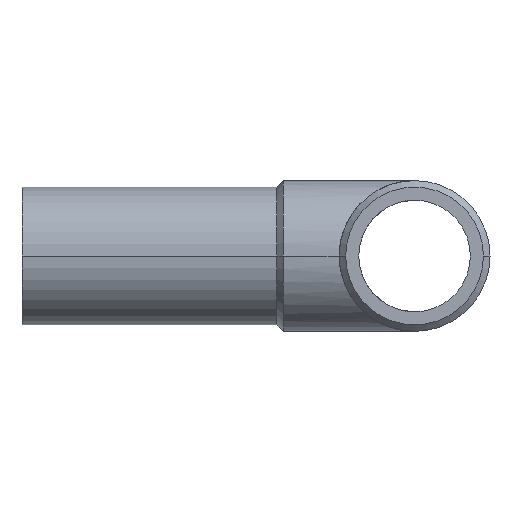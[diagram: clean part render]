
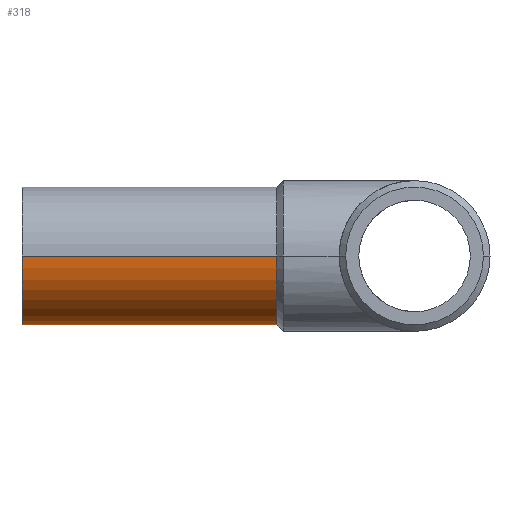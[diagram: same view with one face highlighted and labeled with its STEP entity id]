
A CAD part, left-side view. The second image highlights one B-rep face of the part: STEP entity #318.
In plain terms, the highlighted cylindrical face has radius 10 mm (diameter 20 mm), a partial arc.
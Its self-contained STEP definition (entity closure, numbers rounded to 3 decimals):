
#140 = VERTEX_POINT( '', #381 );
#158 = EDGE_CURVE( '', #244, #248, #401, .T. );
#170 = EDGE_CURVE( '', #316, #140, #414, .T. );
#204 = EDGE_CURVE( '', #316, #248, #452, .T. );
#244 = VERTEX_POINT( '', #498 );
#248 = VERTEX_POINT( '', #503 );
#310 = EDGE_CURVE( '', #140, #244, #573, .T. );
#316 = VERTEX_POINT( '', #579 );
#318 = ADVANCED_FACE( '', ( #581 ), #582, .T. );
#381 = CARTESIAN_POINT( '', ( -44.5, 57., 0. ) );
#401 = LINE( '', #666, #667 );
#414 = LINE( '', #684, #685 );
#452 = CIRCLE( '', #730, 10. );
#498 = CARTESIAN_POINT( '', ( -64.5, 57., 0. ) );
#503 = CARTESIAN_POINT( '', ( -64.5, 20., 0. ) );
#573 = CIRCLE( '', #894, 10. );
#579 = CARTESIAN_POINT( '', ( -44.5, 20., 0. ) );
#581 = FACE_OUTER_BOUND( '', #902, .T. );
#582 = CYLINDRICAL_SURFACE( '', #903, 10. );
#666 = CARTESIAN_POINT( '', ( -64.5, 38.5, 0. ) );
#667 = VECTOR( '', #993, 1. );
#684 = CARTESIAN_POINT( '', ( -44.5, 38.5, 0. ) );
#685 = VECTOR( '', #1012, 1. );
#730 = AXIS2_PLACEMENT_3D( '', #1061, #1062, #1063 );
#894 = AXIS2_PLACEMENT_3D( '', #1214, #1215, #1216 );
#902 = EDGE_LOOP( '', ( #1222, #1223, #1224, #1225 ) );
#903 = AXIS2_PLACEMENT_3D( '', #1226, #1227, #1228 );
#993 = DIRECTION( '', ( 0., -1., 0. ) );
#1012 = DIRECTION( '', ( 0., 1., 0. ) );
#1061 = CARTESIAN_POINT( '', ( -54.5, 20., 0. ) );
#1062 = DIRECTION( '', ( 0., 1., 0. ) );
#1063 = DIRECTION( '', ( 1., 0., 0. ) );
#1214 = CARTESIAN_POINT( '', ( -54.5, 57., 0. ) );
#1215 = DIRECTION( '', ( 0., 1., 0. ) );
#1216 = DIRECTION( '', ( 1., 0., 0. ) );
#1222 = ORIENTED_EDGE( '', *, *, #170, .F. );
#1223 = ORIENTED_EDGE( '', *, *, #204, .T. );
#1224 = ORIENTED_EDGE( '', *, *, #158, .F. );
#1225 = ORIENTED_EDGE( '', *, *, #310, .F. );
#1226 = CARTESIAN_POINT( '', ( -54.5, 38.5, 0. ) );
#1227 = DIRECTION( '', ( 0., -1., 0. ) );
#1228 = DIRECTION( '', ( 1., 0., 0. ) );
